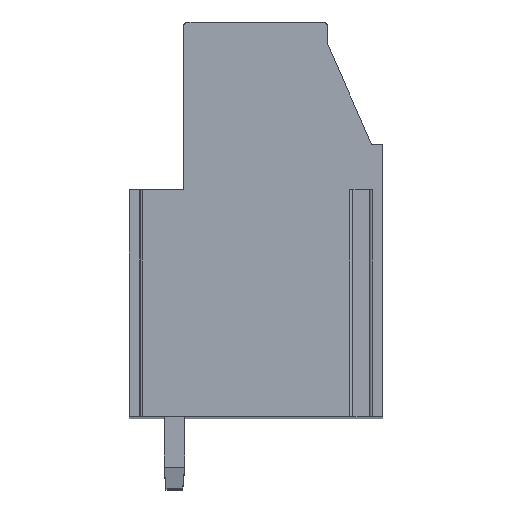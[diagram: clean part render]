
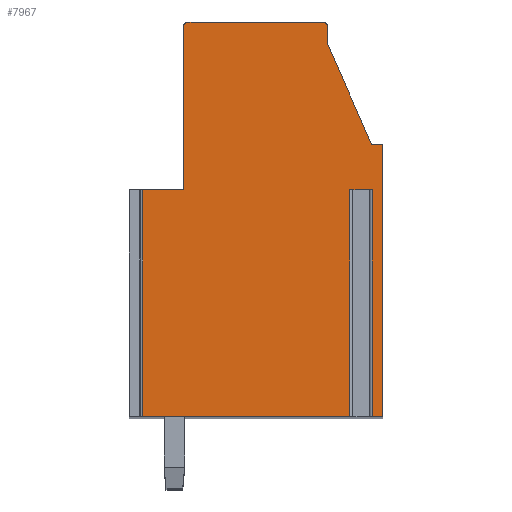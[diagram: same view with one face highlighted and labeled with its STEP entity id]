
A CAD part, top view. The second image highlights one B-rep face of the part: STEP entity #7967.
In plain terms, the highlighted planar face has unit normal (0, 0, 1).
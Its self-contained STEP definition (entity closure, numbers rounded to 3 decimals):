
#123=DIRECTION('',(-1.,0.,0.));
#124=VECTOR('',#123,1.806);
#125=CARTESIAN_POINT('',(-3.2,1.3,2.5));
#126=LINE('',#125,#124);
#1303=DIRECTION('',(1.,0.,0.));
#1304=VECTOR('',#1303,0.989);
#1305=CARTESIAN_POINT('',(4.142,1.3,2.5));
#1306=LINE('',#1305,#1304);
#1307=DIRECTION('',(0.,-1.,0.));
#1308=VECTOR('',#1307,10.);
#1309=CARTESIAN_POINT('',(4.142,1.3,2.5));
#1310=LINE('',#1309,#1308);
#1311=DIRECTION('',(1.,0.,0.));
#1312=VECTOR('',#1311,9.148);
#1313=CARTESIAN_POINT('',(-5.006,-8.7,2.5));
#1314=LINE('',#1313,#1312);
#1315=DIRECTION('',(0.,-1.,0.));
#1316=VECTOR('',#1315,10.);
#1317=CARTESIAN_POINT('',(-5.006,1.3,2.5));
#1318=LINE('',#1317,#1316);
#1319=DIRECTION('',(0.,-1.,0.));
#1320=VECTOR('',#1319,7.2);
#1321=CARTESIAN_POINT('',(-3.2,8.5,2.5));
#1322=LINE('',#1321,#1320);
#1323=CARTESIAN_POINT('',(-3.,8.5,2.5));
#1324=DIRECTION('',(0.,0.,1.));
#1325=DIRECTION('',(0.,1.,0.));
#1326=AXIS2_PLACEMENT_3D('',#1323,#1324,#1325);
#1328=DIRECTION('',(-1.,0.,0.));
#1329=VECTOR('',#1328,5.95);
#1330=CARTESIAN_POINT('',(2.95,8.7,2.5));
#1331=LINE('',#1330,#1329);
#1332=CARTESIAN_POINT('',(2.95,8.5,2.5));
#1333=DIRECTION('',(0.,0.,1.));
#1334=DIRECTION('',(1.,0.,0.));
#1335=AXIS2_PLACEMENT_3D('',#1332,#1333,#1334);
#1337=DIRECTION('',(0.,1.,0.));
#1338=VECTOR('',#1337,0.75);
#1339=CARTESIAN_POINT('',(3.15,7.75,2.5));
#1340=LINE('',#1339,#1338);
#1341=DIRECTION('',(-0.401,0.916,0.));
#1342=VECTOR('',#1341,4.859);
#1343=CARTESIAN_POINT('',(5.1,3.3,2.5));
#1344=LINE('',#1343,#1342);
#1345=DIRECTION('',(-1.,0.,0.));
#1346=VECTOR('',#1345,0.5);
#1347=CARTESIAN_POINT('',(5.6,3.3,2.5));
#1348=LINE('',#1347,#1346);
#1349=DIRECTION('',(0.,1.,0.));
#1350=VECTOR('',#1349,12.);
#1351=CARTESIAN_POINT('',(5.6,-8.7,2.5));
#1352=LINE('',#1351,#1350);
#1353=DIRECTION('',(1.,0.,0.));
#1354=VECTOR('',#1353,0.469);
#1355=CARTESIAN_POINT('',(5.131,-8.7,2.5));
#1356=LINE('',#1355,#1354);
#1357=DIRECTION('',(0.,-1.,0.));
#1358=VECTOR('',#1357,10.);
#1359=CARTESIAN_POINT('',(5.131,1.3,2.5));
#1360=LINE('',#1359,#1358);
#4933=CARTESIAN_POINT('',(5.1,3.3,2.5));
#4934=CARTESIAN_POINT('',(3.15,7.75,2.5));
#4935=VERTEX_POINT('',#4933);
#4936=VERTEX_POINT('',#4934);
#4937=CARTESIAN_POINT('',(3.15,8.5,2.5));
#4938=VERTEX_POINT('',#4937);
#4939=CARTESIAN_POINT('',(2.95,8.7,2.5));
#4940=VERTEX_POINT('',#4939);
#4941=CARTESIAN_POINT('',(-3.,8.7,2.5));
#4942=VERTEX_POINT('',#4941);
#4943=CARTESIAN_POINT('',(-3.2,8.5,2.5));
#4944=VERTEX_POINT('',#4943);
#4945=CARTESIAN_POINT('',(-3.2,1.3,2.5));
#4946=VERTEX_POINT('',#4945);
#4947=CARTESIAN_POINT('',(5.6,-8.7,2.5));
#4948=CARTESIAN_POINT('',(5.6,3.3,2.5));
#4949=VERTEX_POINT('',#4947);
#4950=VERTEX_POINT('',#4948);
#4963=CARTESIAN_POINT('',(4.142,1.3,2.5));
#4964=CARTESIAN_POINT('',(5.131,1.3,2.5));
#4965=VERTEX_POINT('',#4963);
#4966=VERTEX_POINT('',#4964);
#4967=CARTESIAN_POINT('',(-5.006,1.3,2.5));
#4968=CARTESIAN_POINT('',(-5.006,-8.7,2.5));
#4969=VERTEX_POINT('',#4967);
#4970=VERTEX_POINT('',#4968);
#4971=CARTESIAN_POINT('',(5.131,-8.7,2.5));
#4972=VERTEX_POINT('',#4971);
#4973=CARTESIAN_POINT('',(4.142,-8.7,2.5));
#4974=VERTEX_POINT('',#4973);
#7942=CARTESIAN_POINT('',(0.,0.,2.5));
#7943=DIRECTION('',(0.,0.,1.));
#7944=DIRECTION('',(1.,0.,0.));
#7945=AXIS2_PLACEMENT_3D('',#7942,#7943,#7944);
#7946=PLANE('',#7945);
#7948=ORIENTED_EDGE('',*,*,#7947,.F.);
#7950=ORIENTED_EDGE('',*,*,#7949,.T.);
#7951=ORIENTED_EDGE('',*,*,#7636,.F.);
#7952=ORIENTED_EDGE('',*,*,#7934,.F.);
#7953=ORIENTED_EDGE('',*,*,#6439,.F.);
#7954=ORIENTED_EDGE('',*,*,#6614,.F.);
#7955=ORIENTED_EDGE('',*,*,#7338,.F.);
#7956=ORIENTED_EDGE('',*,*,#7352,.F.);
#7957=ORIENTED_EDGE('',*,*,#7432,.F.);
#7958=ORIENTED_EDGE('',*,*,#7446,.F.);
#7959=ORIENTED_EDGE('',*,*,#7460,.F.);
#7960=ORIENTED_EDGE('',*,*,#7474,.F.);
#7961=ORIENTED_EDGE('',*,*,#7488,.F.);
#7962=ORIENTED_EDGE('',*,*,#7652,.F.);
#7964=ORIENTED_EDGE('',*,*,#7963,.F.);
#7965=EDGE_LOOP('',(#7948,#7950,#7951,#7952,#7953,#7954,#7955,#7956,#7957,#7958,
#7959,#7960,#7961,#7962,#7964));
#7966=FACE_OUTER_BOUND('',#7965,.F.);
#1327=CIRCLE('',#1326,0.2);
#1336=CIRCLE('',#1335,0.2);
#6439=EDGE_CURVE('',#4946,#4969,#126,.T.);
#6614=EDGE_CURVE('',#4944,#4946,#1322,.T.);
#7338=EDGE_CURVE('',#4942,#4944,#1327,.T.);
#7352=EDGE_CURVE('',#4940,#4942,#1331,.T.);
#7432=EDGE_CURVE('',#4938,#4940,#1336,.T.);
#7446=EDGE_CURVE('',#4936,#4938,#1340,.T.);
#7460=EDGE_CURVE('',#4935,#4936,#1344,.T.);
#7474=EDGE_CURVE('',#4950,#4935,#1348,.T.);
#7488=EDGE_CURVE('',#4949,#4950,#1352,.T.);
#7636=EDGE_CURVE('',#4970,#4974,#1314,.T.);
#7652=EDGE_CURVE('',#4972,#4949,#1356,.T.);
#7934=EDGE_CURVE('',#4969,#4970,#1318,.T.);
#7947=EDGE_CURVE('',#4965,#4966,#1306,.T.);
#7949=EDGE_CURVE('',#4965,#4974,#1310,.T.);
#7963=EDGE_CURVE('',#4966,#4972,#1360,.T.);
#7967=ADVANCED_FACE('',(#7966),#7946,.T.);
